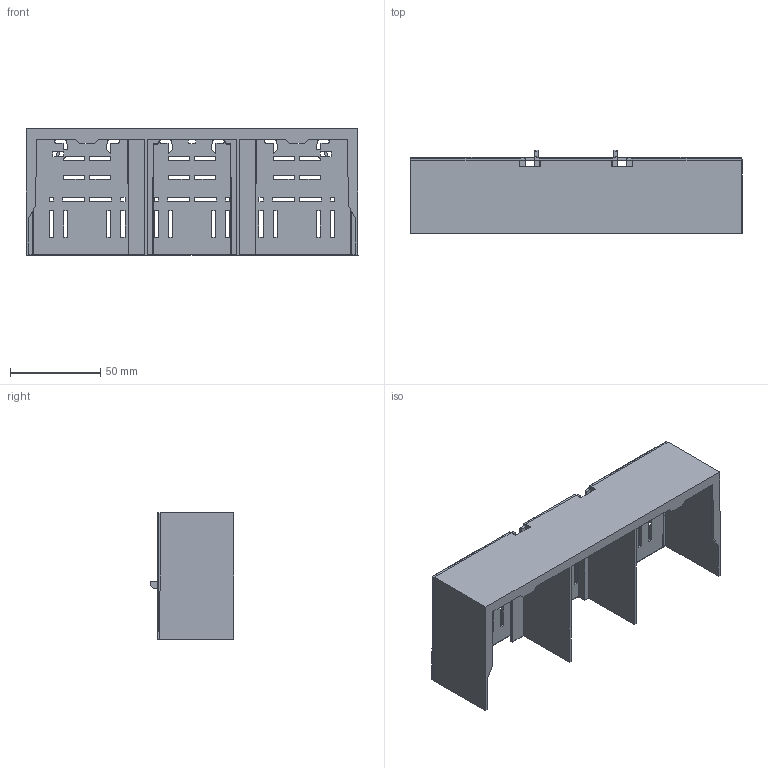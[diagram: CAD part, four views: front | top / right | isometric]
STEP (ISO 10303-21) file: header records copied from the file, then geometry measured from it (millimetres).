
FILE_DESCRIPTION(('CATIA V5 STEP'),'2;1');
FILE_NAME('T8013030_L_Anschlussraumabdeckung-AA-KETO-1-3.stp','2017-05-11T13:54:21+00:00',('none'),('Jean Müller GmbH'),'CATIA Version 5 Release 19 SP 9 (IN-10)','CATIA V5 STEP AP214','none');
FILE_SCHEMA(('AUTOMOTIVE_DESIGN { 1 0 10303 214 1 1 1 1 }'));
Products named in the file (1): T8013030_L_Anschlussraumabdeckung AA-KETO-1-3
Bounding box: 183.5 x 46 x 70 mm (x, y, z)
Volume: 48677.6 mm3; surface area: 68685.7 mm2
Topology: 1 solids, 1 shells, 1350 faces, 3626 edges, 2223 vertices
Faces by surface type: cylinder 552, plane 406, bspline 352, cone 26, torus 8, sphere 6
Entity records: 56233 total; most frequent: CARTESIAN_POINT 28395, ORIENTED_EDGE 7240, EDGE_CURVE 3620, DIRECTION 3299, VERTEX_POINT 2223, B_SPLINE_CURVE_WITH_KNOTS 1947, EDGE_LOOP 1403, ADVANCED_FACE 1350
